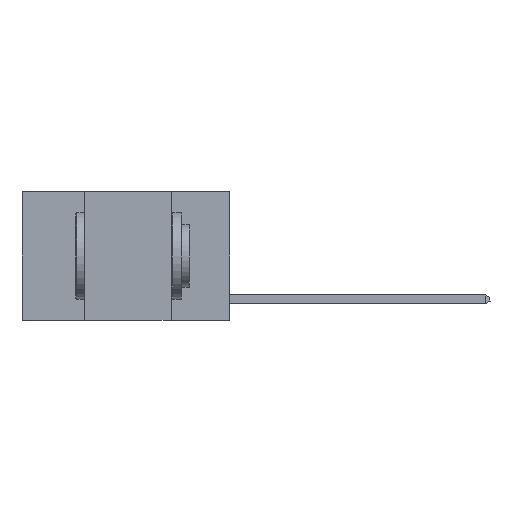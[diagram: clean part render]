
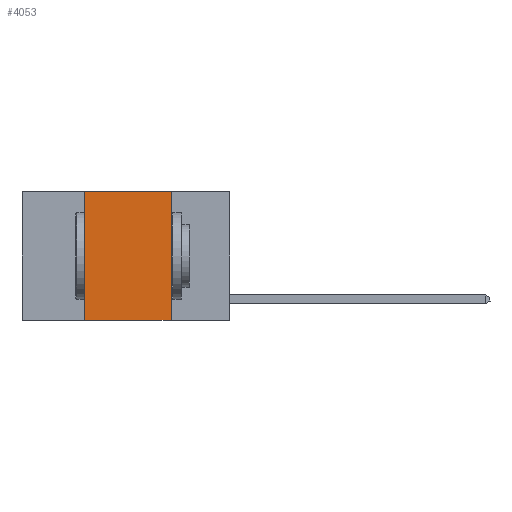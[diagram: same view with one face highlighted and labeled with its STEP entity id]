
A CAD part, left-side view. The second image highlights one B-rep face of the part: STEP entity #4053.
In plain terms, the highlighted planar face has unit normal (-1, 0, 0).
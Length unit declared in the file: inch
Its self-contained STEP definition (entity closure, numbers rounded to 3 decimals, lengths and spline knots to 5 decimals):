
#1272 = EDGE_LOOP ( 'NONE', ( #13035, #15895, #8840, #16112 ) ) ;
#2034 = CARTESIAN_POINT ( 'NONE',  ( 0., 0.6, 0. ) ) ;
#2395 = CARTESIAN_POINT ( 'NONE',  ( 0., 0.6, 0. ) ) ;
#2645 = LINE ( 'NONE', #2720, #20449 ) ;
#2720 = CARTESIAN_POINT ( 'NONE',  ( 0., 0.42, 0. ) ) ;
#3445 = FACE_OUTER_BOUND ( 'NONE', #1272, .T. ) ;
#3472 = EDGE_CURVE ( 'NONE', #3802, #10179, #2645, .T. ) ;
#3802 = VERTEX_POINT ( 'NONE', #21295 ) ;
#4033 = CARTESIAN_POINT ( 'NONE',  ( 0., 0.17, -0.37 ) ) ;
#4053 = ADVANCED_FACE ( 'NONE', ( #3445 ), #11240, .F. ) ;
#4078 = EDGE_CURVE ( 'NONE', #3802, #19614, #12902, .T. ) ;
#4173 = CARTESIAN_POINT ( 'NONE',  ( 0., 0.6, -0.37 ) ) ;
#4999 = CARTESIAN_POINT ( 'NONE',  ( 0., 0.17, 0. ) ) ;
#5959 = DIRECTION ( 'NONE',  ( 0., 0., -1. ) ) ;
#6036 = DIRECTION ( 'NONE',  ( 0., -1., 0. ) ) ;
#7604 = VECTOR ( 'NONE', #10943, 39.37008 ) ;
#8033 = DIRECTION ( 'NONE',  ( 0., 0., 1. ) ) ;
#8840 = ORIENTED_EDGE ( 'NONE', *, *, #3472, .F. ) ;
#9056 = VERTEX_POINT ( 'NONE', #4999 ) ;
#10031 = DIRECTION ( 'NONE',  ( 0., 0., -1. ) ) ;
#10179 = VERTEX_POINT ( 'NONE', #16372 ) ;
#10943 = DIRECTION ( 'NONE',  ( 0., -1., 0. ) ) ;
#10970 = LINE ( 'NONE', #18958, #11523 ) ;
#11240 = PLANE ( 'NONE',  #12082 ) ;
#11523 = VECTOR ( 'NONE', #10031, 39.37008 ) ;
#12082 = AXIS2_PLACEMENT_3D ( 'NONE', #2395, #16632, #5959 ) ;
#12902 = LINE ( 'NONE', #4173, #21252 ) ;
#12928 = LINE ( 'NONE', #2034, #7604 ) ;
#13035 = ORIENTED_EDGE ( 'NONE', *, *, #20594, .F. ) ;
#15895 = ORIENTED_EDGE ( 'NONE', *, *, #16658, .F. ) ;
#16112 = ORIENTED_EDGE ( 'NONE', *, *, #4078, .T. ) ;
#16372 = CARTESIAN_POINT ( 'NONE',  ( 0., 0.42, 0. ) ) ;
#16632 = DIRECTION ( 'NONE',  ( 1., 0., 0. ) ) ;
#16658 = EDGE_CURVE ( 'NONE', #10179, #9056, #12928, .T. ) ;
#18958 = CARTESIAN_POINT ( 'NONE',  ( 0., 0.17, 0. ) ) ;
#19614 = VERTEX_POINT ( 'NONE', #4033 ) ;
#20449 = VECTOR ( 'NONE', #8033, 39.37008 ) ;
#20594 = EDGE_CURVE ( 'NONE', #9056, #19614, #10970, .T. ) ;
#21252 = VECTOR ( 'NONE', #6036, 39.37008 ) ;
#21295 = CARTESIAN_POINT ( 'NONE',  ( 0., 0.42, -0.37 ) ) ;
